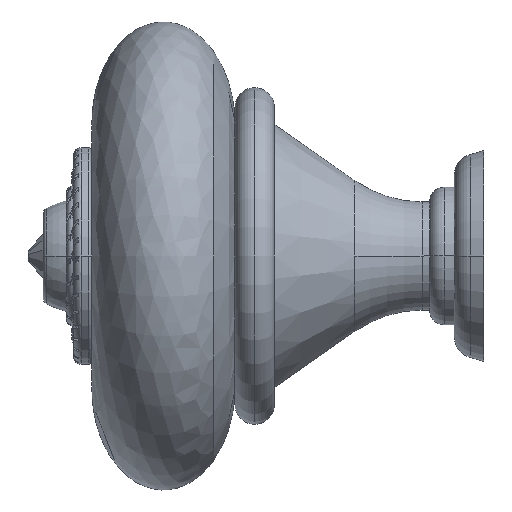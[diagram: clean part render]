
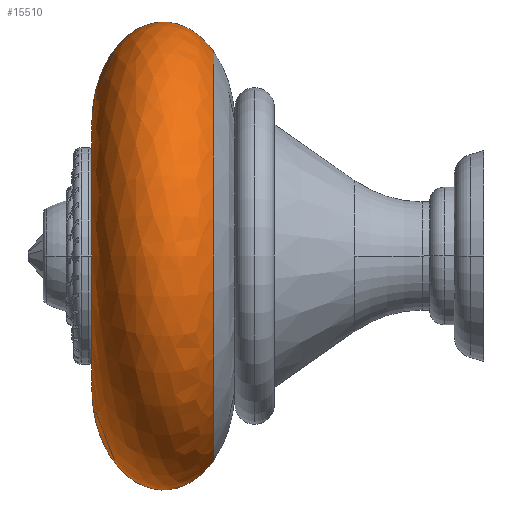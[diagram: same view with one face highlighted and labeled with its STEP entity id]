
A CAD part, left-side view. The second image highlights one B-rep face of the part: STEP entity #15510.
In plain terms, the highlighted face is a revolution surface.
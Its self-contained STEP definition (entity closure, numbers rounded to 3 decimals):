
#12420=CARTESIAN_POINT('',(0.,9.365,
4.05));
#12430=CARTESIAN_POINT('',(0.,9.847,
4.74));
#12440=CARTESIAN_POINT('',(0.,10.567,
6.352));
#12450=CARTESIAN_POINT('',(0.,10.921,9.));
#12460=CARTESIAN_POINT('',(0.,10.567,
11.648));
#12470=CARTESIAN_POINT('',(0.,9.544,
13.94));
#12480=CARTESIAN_POINT('',(0.,7.946,
15.572));
#12490=CARTESIAN_POINT('',(0.,5.9,16.201));
#12500=CARTESIAN_POINT('',(0.,3.854,
15.572));
#12510=CARTESIAN_POINT('',(0.,2.858,
14.554));
#12520=CARTESIAN_POINT('',(0.,2.435,
13.95));
#12530=B_SPLINE_CURVE_WITH_KNOTS('',3,(#12420,#12430,#12440,#12450,
#12460,#12470,#12480,#12490,#12500,#12510,#12520),.UNSPECIFIED.,.F.,.F.,
(4,1,1,1,1,1,1,1,4),(20.915,23.422,26.127,
28.831,31.339,33.536,35.486,
37.435,39.633),.UNSPECIFIED.);
#12540=CARTESIAN_POINT('',(0.,10.8,9.));
#12550=VERTEX_POINT('',#12540);
#12560=CARTESIAN_POINT('',(0.,2.435,
13.95));
#12570=VERTEX_POINT('',#12560);
#12580=EDGE_CURVE('',#12550,#12570,#12530,.T.);
#12600=CARTESIAN_POINT('',(0.,10.8,0.));
#12610=DIRECTION('',(0.,1.,0.));
#12620=DIRECTION('',(0.,0.,-1.));
#12630=AXIS2_PLACEMENT_3D('',#12600,#12610,#12620);
#12640=CIRCLE('',#12630,9.);
#12650=CARTESIAN_POINT('',(0.,10.8,-9.));
#12660=VERTEX_POINT('',#12650);
#12690=CARTESIAN_POINT('',(0.,9.365,
-4.05));
#12700=CARTESIAN_POINT('',(0.,9.847,
-4.74));
#12710=CARTESIAN_POINT('',(0.,10.567,
-6.352));
#12720=CARTESIAN_POINT('',(0.,10.921,-9.));
#12730=CARTESIAN_POINT('',(0.,10.567,
-11.648));
#12740=CARTESIAN_POINT('',(0.,9.544,
-13.94));
#12750=CARTESIAN_POINT('',(0.,7.946,
-15.572));
#12760=CARTESIAN_POINT('',(0.,5.9,-16.201));
#12770=CARTESIAN_POINT('',(0.,3.854,
-15.572));
#12780=CARTESIAN_POINT('',(0.,2.858,
-14.554));
#12790=CARTESIAN_POINT('',(0.,2.435,
-13.95));
#12800=B_SPLINE_CURVE_WITH_KNOTS('',3,(#12690,#12700,#12710,#12720,
#12730,#12740,#12750,#12760,#12770,#12780,#12790),.UNSPECIFIED.,.F.,.F.,
(4,1,1,1,1,1,1,1,4),(20.915,23.422,26.127,
28.831,31.339,33.536,35.486,
37.435,39.633),.UNSPECIFIED.);
#12810=CARTESIAN_POINT('',(0.,2.435,
-13.95));
#12820=VERTEX_POINT('',#12810);
#12830=EDGE_CURVE('',#12660,#12820,#12800,.T.);
#12850=CARTESIAN_POINT('',(0.,2.435,0.));
#12860=DIRECTION('',(0.,1.,0.));
#12870=DIRECTION('',(0.,0.,-1.));
#12880=AXIS2_PLACEMENT_3D('',#12850,#12860,#12870);
#12890=CIRCLE('',#12880,13.95);
#13000=EDGE_CURVE('',#12660,#12550,#12640,.T.);
#15090=EDGE_CURVE('',#12820,#12570,#12890,.T.);
#15290=CARTESIAN_POINT('',(0.,9.365,
-4.05));
#15300=CARTESIAN_POINT('',(0.,9.847,
-4.74));
#15310=CARTESIAN_POINT('',(0.,10.567,
-6.352));
#15320=CARTESIAN_POINT('',(0.,10.921,-9.));
#15330=CARTESIAN_POINT('',(0.,10.567,
-11.648));
#15340=CARTESIAN_POINT('',(0.,9.544,
-13.94));
#15350=CARTESIAN_POINT('',(0.,7.946,
-15.572));
#15360=CARTESIAN_POINT('',(0.,5.9,-16.201));
#15370=CARTESIAN_POINT('',(0.,3.854,
-15.572));
#15380=CARTESIAN_POINT('',(0.,2.858,
-14.554));
#15390=CARTESIAN_POINT('',(0.,2.435,
-13.95));
#15400=B_SPLINE_CURVE_WITH_KNOTS('',3,(#15290,#15300,#15310,#15320,
#15330,#15340,#15350,#15360,#15370,#15380,#15390),.UNSPECIFIED.,.F.,.F.,
(4,1,1,1,1,1,1,1,4),(20.915,23.422,26.127,
28.831,31.339,33.536,35.486,
37.435,39.633),.UNSPECIFIED.);
#15410=CARTESIAN_POINT('',(0.,9.748,0.));
#15420=DIRECTION('',(0.,1.,0.));
#15430=AXIS1_PLACEMENT('',#15410,#15420);
#15440=SURFACE_OF_REVOLUTION('',#15400,#15430);
#15450=ORIENTED_EDGE('',*,*,#13000,.F.);
#15460=ORIENTED_EDGE('',*,*,#12580,.F.);
#15470=ORIENTED_EDGE('',*,*,#15090,.T.);
#15480=ORIENTED_EDGE('',*,*,#12830,.T.);
#15490=EDGE_LOOP('',(#15480,#15470,#15460,#15450));
#15500=FACE_OUTER_BOUND('',#15490,.T.);
#15510=ADVANCED_FACE('',(#15500),#15440,.F.);
